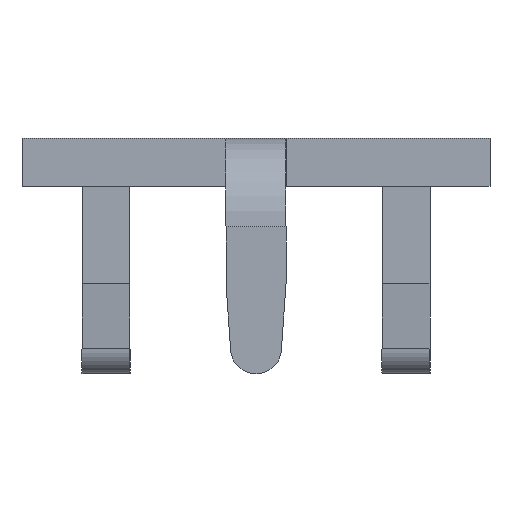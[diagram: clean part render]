
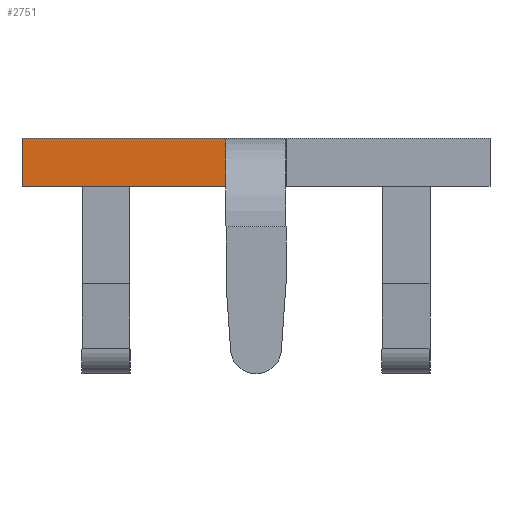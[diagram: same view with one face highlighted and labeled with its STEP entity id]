
A CAD part, front view. The second image highlights one B-rep face of the part: STEP entity #2751.
In plain terms, the highlighted planar face has unit normal (0, -1, 0).
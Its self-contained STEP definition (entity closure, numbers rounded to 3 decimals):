
#325 = PLANE('',#326);
#326 = AXIS2_PLACEMENT_3D('',#327,#328,#329);
#327 = CARTESIAN_POINT('',(2.233,0.76,0.381)
  );
#328 = DIRECTION('',(0.,0.,1.));
#329 = DIRECTION('',(-1.,0.,0.));
#375 = PLANE('',#376);
#376 = AXIS2_PLACEMENT_3D('',#377,#378,#379);
#377 = CARTESIAN_POINT('',(2.233,0.76,1.194)
  );
#378 = DIRECTION('',(0.,0.,1.));
#379 = DIRECTION('',(-1.,0.,0.));
#906 = VERTEX_POINT('',#907);
#907 = CARTESIAN_POINT('',(-3.955,-3.974,1.194));
#921 = PLANE('',#922);
#922 = AXIS2_PLACEMENT_3D('',#923,#924,#925);
#923 = CARTESIAN_POINT('',(-3.955,-3.974,1.194));
#924 = DIRECTION('',(1.,0.,0.));
#925 = DIRECTION('',(0.,1.,0.));
#933 = EDGE_CURVE('',#906,#934,#936,.T.);
#934 = VERTEX_POINT('',#935);
#935 = CARTESIAN_POINT('',(-0.501,-3.974,1.194));
#936 = SURFACE_CURVE('',#937,(#941,#948),.PCURVE_S1.);
#937 = LINE('',#938,#939);
#938 = CARTESIAN_POINT('',(-3.955,-3.974,1.194));
#939 = VECTOR('',#940,1.);
#940 = DIRECTION('',(1.,0.,0.));
#941 = PCURVE('',#375,#942);
#942 = DEFINITIONAL_REPRESENTATION('',(#943),#947);
#943 = LINE('',#944,#945);
#944 = CARTESIAN_POINT('',(6.189,4.734));
#945 = VECTOR('',#946,1.);
#946 = DIRECTION('',(-1.,0.));
#947 = ( GEOMETRIC_REPRESENTATION_CONTEXT(2) 
PARAMETRIC_REPRESENTATION_CONTEXT() REPRESENTATION_CONTEXT('2D SPACE',''
  ) );
#948 = PCURVE('',#949,#954);
#949 = PLANE('',#950);
#950 = AXIS2_PLACEMENT_3D('',#951,#952,#953);
#951 = CARTESIAN_POINT('',(-3.955,-3.974,1.194));
#952 = DIRECTION('',(0.,1.,0.));
#953 = DIRECTION('',(-1.,0.,0.));
#954 = DEFINITIONAL_REPRESENTATION('',(#955),#959);
#955 = LINE('',#956,#957);
#956 = CARTESIAN_POINT('',(0.,0.));
#957 = VECTOR('',#958,1.);
#958 = DIRECTION('',(-1.,0.));
#959 = ( GEOMETRIC_REPRESENTATION_CONTEXT(2) 
PARAMETRIC_REPRESENTATION_CONTEXT() REPRESENTATION_CONTEXT('2D SPACE',''
  ) );
#977 = PLANE('',#978);
#978 = AXIS2_PLACEMENT_3D('',#979,#980,#981);
#979 = CARTESIAN_POINT('',(-0.501,-3.974,1.194));
#980 = DIRECTION('',(1.,0.,0.));
#981 = DIRECTION('',(0.,1.,0.));
#1988 = VERTEX_POINT('',#1989);
#1989 = CARTESIAN_POINT('',(-0.501,-3.974,0.381));
#2010 = EDGE_CURVE('',#2011,#1988,#2013,.T.);
#2011 = VERTEX_POINT('',#2012);
#2012 = CARTESIAN_POINT('',(-3.955,-3.974,0.381));
#2013 = SURFACE_CURVE('',#2014,(#2018,#2025),.PCURVE_S1.);
#2014 = LINE('',#2015,#2016);
#2015 = CARTESIAN_POINT('',(-3.955,-3.974,0.381));
#2016 = VECTOR('',#2017,1.);
#2017 = DIRECTION('',(1.,0.,0.));
#2018 = PCURVE('',#325,#2019);
#2019 = DEFINITIONAL_REPRESENTATION('',(#2020),#2024);
#2020 = LINE('',#2021,#2022);
#2021 = CARTESIAN_POINT('',(6.189,4.734));
#2022 = VECTOR('',#2023,1.);
#2023 = DIRECTION('',(-1.,0.));
#2024 = ( GEOMETRIC_REPRESENTATION_CONTEXT(2) 
PARAMETRIC_REPRESENTATION_CONTEXT() REPRESENTATION_CONTEXT('2D SPACE',''
  ) );
#2025 = PCURVE('',#949,#2026);
#2026 = DEFINITIONAL_REPRESENTATION('',(#2027),#2031);
#2027 = LINE('',#2028,#2029);
#2028 = CARTESIAN_POINT('',(0.,-0.813));
#2029 = VECTOR('',#2030,1.);
#2030 = DIRECTION('',(-1.,0.));
#2031 = ( GEOMETRIC_REPRESENTATION_CONTEXT(2) 
PARAMETRIC_REPRESENTATION_CONTEXT() REPRESENTATION_CONTEXT('2D SPACE',''
  ) );
#2729 = EDGE_CURVE('',#906,#2011,#2730,.T.);
#2730 = SURFACE_CURVE('',#2731,(#2735,#2742),.PCURVE_S1.);
#2731 = LINE('',#2732,#2733);
#2732 = CARTESIAN_POINT('',(-3.955,-3.974,1.194));
#2733 = VECTOR('',#2734,1.);
#2734 = DIRECTION('',(0.,0.,-1.));
#2735 = PCURVE('',#921,#2736);
#2736 = DEFINITIONAL_REPRESENTATION('',(#2737),#2741);
#2737 = LINE('',#2738,#2739);
#2738 = CARTESIAN_POINT('',(0.,0.));
#2739 = VECTOR('',#2740,1.);
#2740 = DIRECTION('',(0.,-1.));
#2741 = ( GEOMETRIC_REPRESENTATION_CONTEXT(2) 
PARAMETRIC_REPRESENTATION_CONTEXT() REPRESENTATION_CONTEXT('2D SPACE',''
  ) );
#2742 = PCURVE('',#949,#2743);
#2743 = DEFINITIONAL_REPRESENTATION('',(#2744),#2748);
#2744 = LINE('',#2745,#2746);
#2745 = CARTESIAN_POINT('',(0.,0.));
#2746 = VECTOR('',#2747,1.);
#2747 = DIRECTION('',(0.,-1.));
#2748 = ( GEOMETRIC_REPRESENTATION_CONTEXT(2) 
PARAMETRIC_REPRESENTATION_CONTEXT() REPRESENTATION_CONTEXT('2D SPACE',''
  ) );
#2751 = ADVANCED_FACE('',(#2752),#949,.F.);
#2752 = FACE_BOUND('',#2753,.T.);
#2753 = EDGE_LOOP('',(#2754,#2755,#2776,#2777));
#2754 = ORIENTED_EDGE('',*,*,#2010,.T.);
#2755 = ORIENTED_EDGE('',*,*,#2756,.F.);
#2756 = EDGE_CURVE('',#934,#1988,#2757,.T.);
#2757 = SURFACE_CURVE('',#2758,(#2762,#2769),.PCURVE_S1.);
#2758 = LINE('',#2759,#2760);
#2759 = CARTESIAN_POINT('',(-0.501,-3.974,1.194));
#2760 = VECTOR('',#2761,1.);
#2761 = DIRECTION('',(0.,0.,-1.));
#2762 = PCURVE('',#949,#2763);
#2763 = DEFINITIONAL_REPRESENTATION('',(#2764),#2768);
#2764 = LINE('',#2765,#2766);
#2765 = CARTESIAN_POINT('',(-3.454,0.));
#2766 = VECTOR('',#2767,1.);
#2767 = DIRECTION('',(0.,-1.));
#2768 = ( GEOMETRIC_REPRESENTATION_CONTEXT(2) 
PARAMETRIC_REPRESENTATION_CONTEXT() REPRESENTATION_CONTEXT('2D SPACE',''
  ) );
#2769 = PCURVE('',#977,#2770);
#2770 = DEFINITIONAL_REPRESENTATION('',(#2771),#2775);
#2771 = LINE('',#2772,#2773);
#2772 = CARTESIAN_POINT('',(0.,0.));
#2773 = VECTOR('',#2774,1.);
#2774 = DIRECTION('',(0.,-1.));
#2775 = ( GEOMETRIC_REPRESENTATION_CONTEXT(2) 
PARAMETRIC_REPRESENTATION_CONTEXT() REPRESENTATION_CONTEXT('2D SPACE',''
  ) );
#2776 = ORIENTED_EDGE('',*,*,#933,.F.);
#2777 = ORIENTED_EDGE('',*,*,#2729,.T.);
